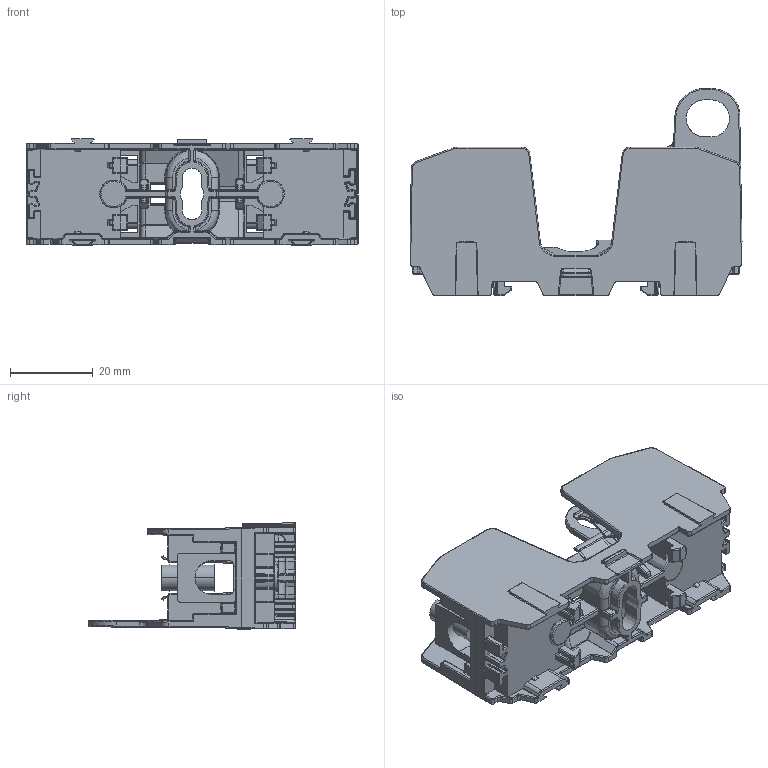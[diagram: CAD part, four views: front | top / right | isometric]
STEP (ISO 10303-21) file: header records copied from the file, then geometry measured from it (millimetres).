
FILE_DESCRIPTION (( 'STEP AP214' ), '1' );
FILE_NAME ('RM25030-1SR.step', '2016-05-31T18:44:24', ( '' ), ( '' ), 'SwSTEP 2.0', 'SolidWorks 2016', '' );
FILE_SCHEMA (( 'AUTOMOTIVE_DESIGN' ));
Length unit declared in the file: inch
Products named in the file (1): RM25030-1SR
Bounding box: 80.4 x 50.15 x 25.73 mm (x, y, z)
Volume: 23275.2 mm3; surface area: 24256.5 mm2
Topology: 11 solids, 11 shells, 2901 faces, 7128 edges, 4164 vertices
Faces by surface type: cylinder 1230, bspline 988, plane 650, cone 33
Entity records: 142246 total; most frequent: CARTESIAN_POINT 44136, ORIENTED_EDGE 14110, DIRECTION 10514, EDGE_CURVE 7055, VERTEX_POINT 4164, AXIS2_PLACEMENT_3D 3758, VECTOR 2998, LINE 2998
